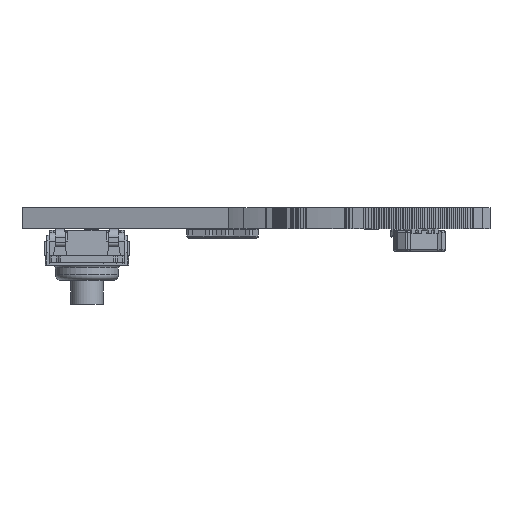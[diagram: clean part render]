
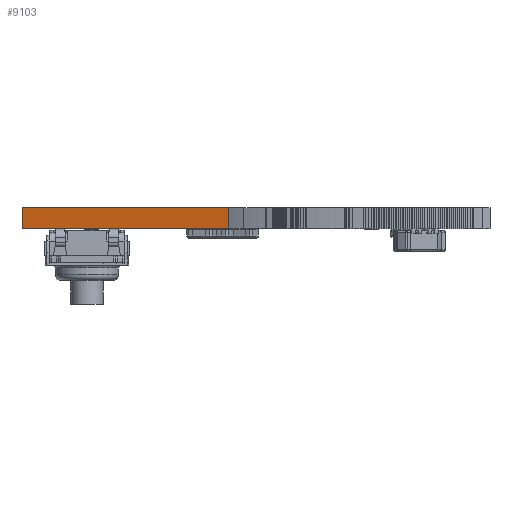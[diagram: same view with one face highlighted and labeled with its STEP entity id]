
A CAD part, left-side view. The second image highlights one B-rep face of the part: STEP entity #9103.
In plain terms, the highlighted planar face has unit normal (-0.972, 0.234, 0).
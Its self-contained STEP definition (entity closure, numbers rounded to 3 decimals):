
#9076 = VERTEX_POINT('',#9077);
#9077 = CARTESIAN_POINT('',(-37.063,35.035,0.));
#9084 = EDGE_CURVE('',#9085,#9076,#9087,.T.);
#9085 = VERTEX_POINT('',#9086);
#9086 = CARTESIAN_POINT('',(-37.063,35.035,-1.59)
  );
#9087 = LINE('',#9088,#9089);
#9088 = CARTESIAN_POINT('',(-37.063,35.035,-1.59)
  );
#9089 = VECTOR('',#9090,1.);
#9090 = DIRECTION('',(0.,0.,1.));
#9103 = ADVANCED_FACE('',(#9104),#9129,.F.);
#9104 = FACE_BOUND('',#9105,.F.);
#9105 = EDGE_LOOP('',(#9106,#9107,#9115,#9123));
#9106 = ORIENTED_EDGE('',*,*,#9084,.T.);
#9107 = ORIENTED_EDGE('',*,*,#9108,.T.);
#9108 = EDGE_CURVE('',#9076,#9109,#9111,.T.);
#9109 = VERTEX_POINT('',#9110);
#9110 = CARTESIAN_POINT('',(-40.768,19.629,0.));
#9111 = LINE('',#9112,#9113);
#9112 = CARTESIAN_POINT('',(-37.063,35.035,0.));
#9113 = VECTOR('',#9114,1.);
#9114 = DIRECTION('',(-0.234,-0.972,0.));
#9115 = ORIENTED_EDGE('',*,*,#9116,.F.);
#9116 = EDGE_CURVE('',#9117,#9109,#9119,.T.);
#9117 = VERTEX_POINT('',#9118);
#9118 = CARTESIAN_POINT('',(-40.768,19.629,-1.59)
  );
#9119 = LINE('',#9120,#9121);
#9120 = CARTESIAN_POINT('',(-40.768,19.629,-1.59)
  );
#9121 = VECTOR('',#9122,1.);
#9122 = DIRECTION('',(0.,0.,1.));
#9123 = ORIENTED_EDGE('',*,*,#9124,.F.);
#9124 = EDGE_CURVE('',#9085,#9117,#9125,.T.);
#9125 = LINE('',#9126,#9127);
#9126 = CARTESIAN_POINT('',(-37.063,35.035,-1.59)
  );
#9127 = VECTOR('',#9128,1.);
#9128 = DIRECTION('',(-0.234,-0.972,0.));
#9129 = PLANE('',#9130);
#9130 = AXIS2_PLACEMENT_3D('',#9131,#9132,#9133);
#9131 = CARTESIAN_POINT('',(-37.063,35.035,-1.59)
  );
#9132 = DIRECTION('',(0.972,-0.234,0.));
#9133 = DIRECTION('',(-0.234,-0.972,0.));
